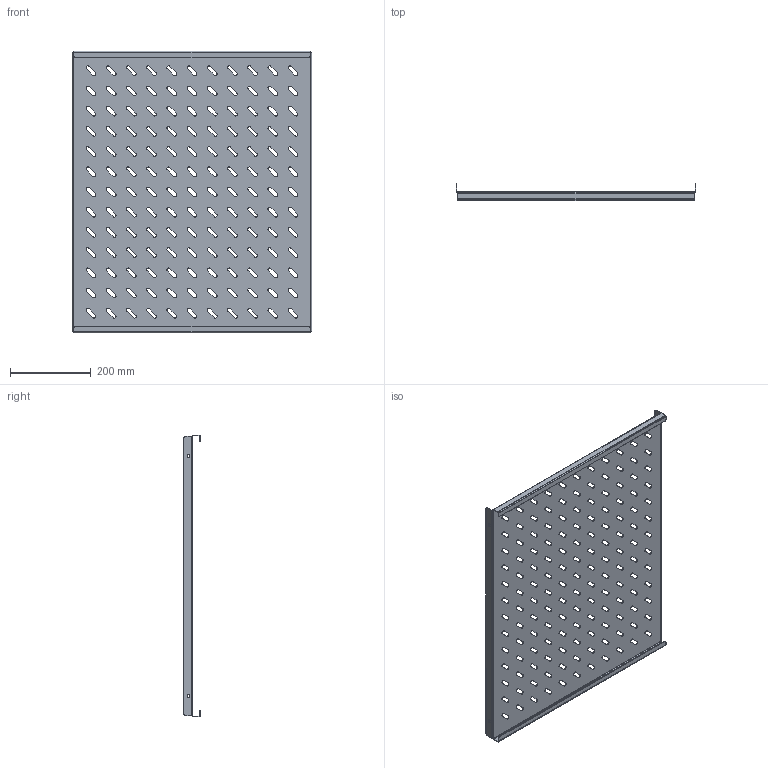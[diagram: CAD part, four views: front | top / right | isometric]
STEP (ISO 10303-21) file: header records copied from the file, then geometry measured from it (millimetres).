
FILE_DESCRIPTION (( 'STEP AP214' ), '1' );
FILE_NAME ('945.279.STEP', '2024-09-20T11:46:52', ( '' ), ( '' ), 'SwSTEP 2.0', 'SolidWorks 2021', '' );
FILE_SCHEMA (( 'AUTOMOTIVE_DESIGN' ));
Length unit declared in the file: millimetre
Products named in the file (1): 945.279
Bounding box: 592 x 41 x 697 mm (x, y, z)
Volume: 660667.9 mm3; surface area: 900344 mm2
Topology: 1 solids, 1 shells, 783 faces, 2315 edges, 1534 vertices
Faces by surface type: cylinder 457, plane 326
Entity records: 27081 total; most frequent: DIRECTION 4797, CARTESIAN_POINT 4633, ORIENTED_EDGE 4630, EDGE_CURVE 2315, AXIS2_PLACEMENT_3D 1698, VERTEX_POINT 1534, VECTOR 1401, LINE 1401
